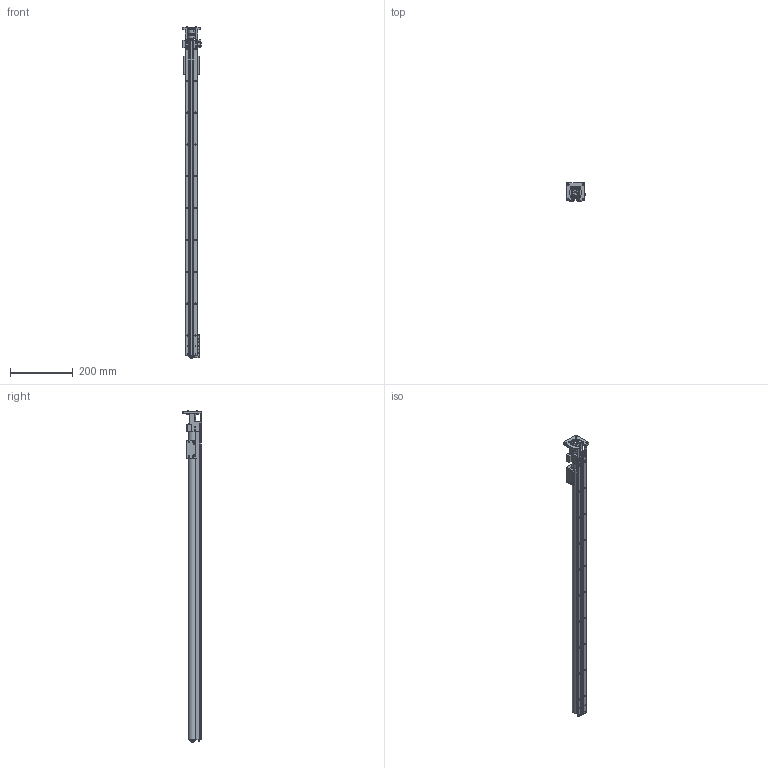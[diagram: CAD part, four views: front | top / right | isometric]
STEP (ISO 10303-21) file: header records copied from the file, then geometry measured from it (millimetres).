
FILE_DESCRIPTION (( 'STEP AP214' ), '1' );
FILE_NAME ('LACP2-16T36LP5.step', '2017-08-21T19:44:30', ( '' ), ( '' ), 'SwSTEP 2.0', 'SolidWorks 2017', '' );
FILE_SCHEMA (( 'AUTOMOTIVE_DESIGN' ));
Length unit declared in the file: inch
Products named in the file (3): LACP2-16T36LP5_BLOCK; LACP2-16T36LP5_BODY; LACP2-16T36LP5
Assembly tree (2 placements, depth 2):
  LACP2-16T36LP5
    LACP2-16T36LP5_BODY
    LACP2-16T36LP5_BLOCK
Bounding box: 60.2 x 57.78 x 1059.19 mm (x, y, z)
Volume: 611594.7 mm3; surface area: 365203.8 mm2
Topology: 46 solids, 48 shells, 1264 faces, 3134 edges, 1980 vertices
Faces by surface type: plane 502, cylinder 493, cone 222, bspline 39, torus 8
Entity records: 40236 total; most frequent: CARTESIAN_POINT 8662, DIRECTION 6750, ORIENTED_EDGE 6168, EDGE_CURVE 3084, AXIS2_PLACEMENT_3D 2512, VERTEX_POINT 1980, VECTOR 1726, LINE 1726
